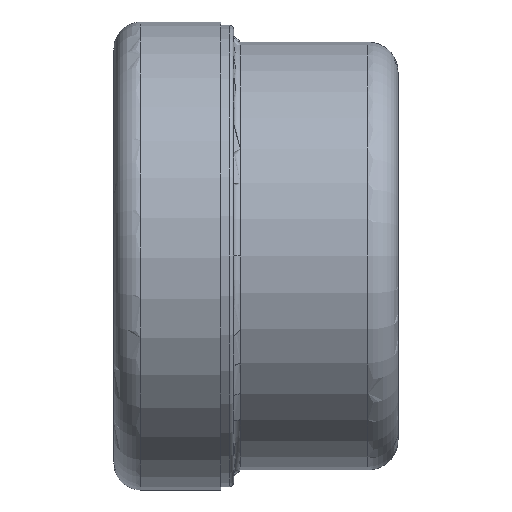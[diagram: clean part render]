
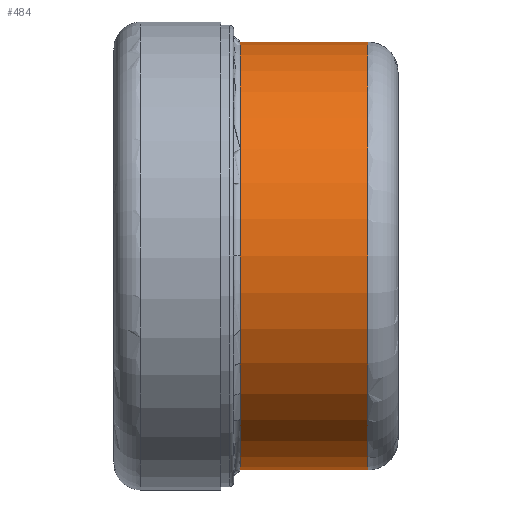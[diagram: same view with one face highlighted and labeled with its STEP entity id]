
A CAD part, left-side view. The second image highlights one B-rep face of the part: STEP entity #484.
In plain terms, the highlighted cylindrical face has radius 32 mm (diameter 64 mm), a partial arc.
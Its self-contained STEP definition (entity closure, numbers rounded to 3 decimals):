
#249=CIRCLE('',#2820,32.);
#254=CIRCLE('',#2827,32.);
#255=CIRCLE('',#2828,32.);
#340=CYLINDRICAL_SURFACE('',#2829,32.);
#484=ADVANCED_FACE('NONE',(#701),#340,.T.);
#701=FACE_OUTER_BOUND('',#848,.T.);
#848=EDGE_LOOP('',(#1909,#1910,#1911,#1912,#1913));
#1098=LINE('',#6045,#1323);
#1099=LINE('',#6047,#1324);
#1323=VECTOR('',#3349,1.);
#1324=VECTOR('',#3350,1.);
#1909=ORIENTED_EDGE('',*,*,#2583,.T.);
#1910=ORIENTED_EDGE('',*,*,#2577,.T.);
#1911=ORIENTED_EDGE('',*,*,#2584,.F.);
#1912=ORIENTED_EDGE('',*,*,#2585,.T.);
#1913=ORIENTED_EDGE('',*,*,#2586,.T.);
#2243=VERTEX_POINT('',#5729);
#2246=VERTEX_POINT('',#5883);
#2251=VERTEX_POINT('',#6046);
#2252=VERTEX_POINT('',#6048);
#2253=VERTEX_POINT('',#6050);
#2577=EDGE_CURVE('NONE',#2243,#2246,#249,.T.);
#2583=EDGE_CURVE('NONE',#2251,#2243,#1098,.T.);
#2584=EDGE_CURVE('NONE',#2252,#2246,#1099,.T.);
#2585=EDGE_CURVE('NONE',#2252,#2253,#254,.T.);
#2586=EDGE_CURVE('NONE',#2253,#2251,#255,.T.);
#2820=AXIS2_PLACEMENT_3D('',#5884,#3335,#3336);
#2827=AXIS2_PLACEMENT_3D('',#6049,#3351,#3352);
#2828=AXIS2_PLACEMENT_3D('',#6051,#3353,#3354);
#2829=AXIS2_PLACEMENT_3D('',#6052,#3355,#3356);
#3335=DIRECTION('',(0.,1.,0.));
#3336=DIRECTION('',(0.,0.,1.));
#3349=DIRECTION('',(0.,-1.,0.));
#3350=DIRECTION('',(0.,-1.,0.));
#3351=DIRECTION('',(0.,-1.,0.));
#3352=DIRECTION('',(1.,0.,0.));
#3353=DIRECTION('',(0.,-1.,0.));
#3354=DIRECTION('',(1.,0.,0.));
#3355=DIRECTION('',(0.,-1.,0.));
#3356=DIRECTION('',(0.,0.,1.));
#5729=CARTESIAN_POINT('',(34.974,4.5,2.998));
#5883=CARTESIAN_POINT('',(34.974,4.5,66.998));
#5884=CARTESIAN_POINT('',(34.974,4.5,34.998));
#6045=CARTESIAN_POINT('',(34.974,14.05,2.998));
#6046=CARTESIAN_POINT('',(34.974,23.6,2.998));
#6047=CARTESIAN_POINT('',(34.974,14.05,66.998));
#6048=CARTESIAN_POINT('',(34.974,23.6,66.998));
#6049=CARTESIAN_POINT('',(34.974,23.6,34.998));
#6050=CARTESIAN_POINT('',(2.974,23.6,34.998));
#6051=CARTESIAN_POINT('',(34.974,23.6,34.998));
#6052=CARTESIAN_POINT('',(34.974,14.05,34.998));
